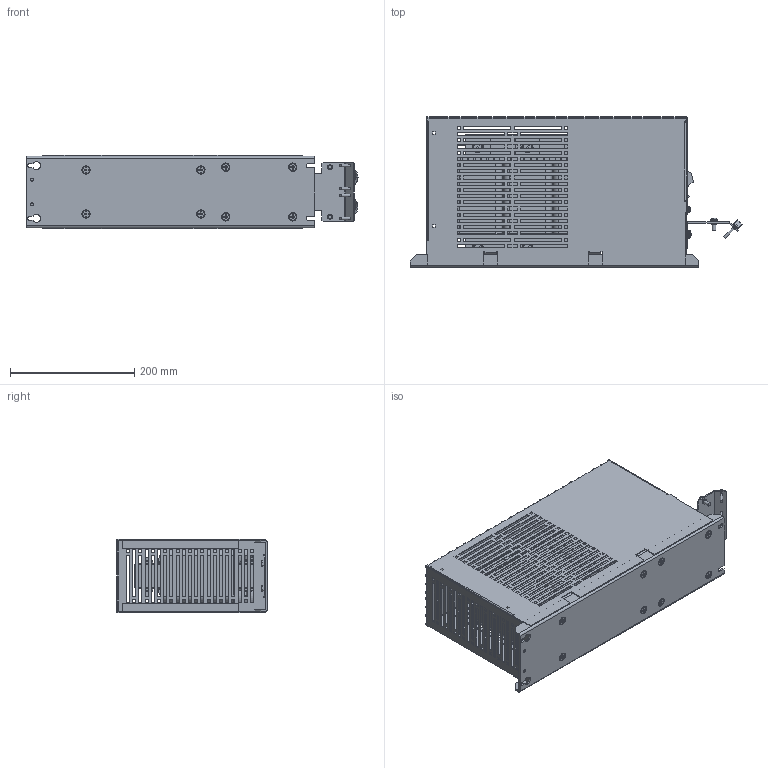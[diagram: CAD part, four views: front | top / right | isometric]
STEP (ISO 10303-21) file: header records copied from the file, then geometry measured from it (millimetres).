
FILE_DESCRIPTION (( 'STEP AP214' ), '1' );
FILE_NAME ('130B3196.STEP', '2015-02-12T11:46:33', ( 'EDV' ), ( 'Microsoft' ), 'SwSTEP 2.0', 'SolidWorks 2014', '' );
FILE_SCHEMA (( 'AUTOMOTIVE_DESIGN' ));
Length unit declared in the file: millimetre
Products named in the file (29): D57a; Kern B 1002049; hex nut gradec_din_Hexagon Nut ISO 4034 - M6 - N; serrated lock washer 1_din_DIN 6798-A6.4; 130B3196; pan head cross recess screw_din_ISO 7045 - M6 x 16 - Z --- 16N; M8x60-DIN84; +927643-0001; +1126-0009; +3810-0082; hex nut style 2 gradeab_din_Hexagon Nut ISO 4033 - M5 - D - N; WDU 16N beige +2210-0079; pan head cross recess screw_din_ISO 7045 - M5 x 10 - Z --- 10N; #020-1863; curved spring lock washer_din_Spring washer DIN 128 - A5; #050-0935; plain washer grade a_din_Washer DIN 125 - A 5.3; #050-0971; #060-0433; pan head cross collar screw_din_DIN 967 - M4 x 25 - Z --- 23.6N; #040-1305_Gewindet》e M6 und M8; countersunk flat head cross recess screw_din_ISO 7046-1 - M6 x 12 - Z --- 12N; #040-1304_Gewindet》e M6; plain washer grade a_din_Washer DIN 125 - A 6.4; TS35x72; WickelUI120_41_1oD; hex nut gradec_din_Hexagon Nut ISO 4034 - M8 - N; UI120-41oD; plain washer grade a_din_Washer DIN 125 - A 8.4
Assembly tree (92 placements, depth 2):
  130B3196
    Kern B 1002049
    D57a  x6
    UI120-41oD  x3
    WickelUI120_41_1oD  x3
    TS35x72
    #040-1304_Gewindet》e M6
    #040-1305_Gewindet》e M6 und M8
    #060-0433
    #050-0971
    #050-0935
    #020-1863
    WDU 16N beige +2210-0079  x6
    +3810-0082  x3
    +1126-0009  x9
    +927643-0001  x2
    M8x60-DIN84  x6
    pan head cross recess screw_din_ISO 7045 - M6 x 16 - Z --- 16N  x4
    serrated lock washer 1_din_DIN 6798-A6.4  x3
    hex nut gradec_din_Hexagon Nut ISO 4034 - M6 - N  x3
    plain washer grade a_din_Washer DIN 125 - A 8.4  x9
    hex nut gradec_din_Hexagon Nut ISO 4034 - M8 - N  x3
    plain washer grade a_din_Washer DIN 125 - A 6.4  x4
    countersunk flat head cross recess screw_din_ISO 7046-1 - M6 x 12 - Z --- 12N  x8
    pan head cross collar screw_din_DIN 967 - M4 x 25 - Z --- 23.6N  x4
    plain washer grade a_din_Washer DIN 125 - A 5.3  x2
    curved spring lock washer_din_Spring washer DIN 128 - A5  x2
    pan head cross recess screw_din_ISO 7045 - M5 x 10 - Z --- 10N  x2
    hex nut style 2 gradeab_din_Hexagon Nut ISO 4033 - M5 - D - N  x2
Bounding box: 535.15 x 242.5 x 118 mm (x, y, z)
Volume: 4191398 mm3; surface area: 1564998.9 mm2
Topology: 94 solids, 94 shells, 5361 faces, 13746 edges, 8477 vertices
Faces by surface type: plane 3496, cylinder 1166, torus 322, cone 215, bspline 152, sphere 10
Full cylindrical faces by diameter (mm): 3 x24, 3.7 x4, 4 x4, 4.2 x2, 4.5 x4, 4.6 x8, 5 x15, 5.3 x2, 5.5 x16, 5.7 x12, 6 x18, 6.4 x7, 6.8 x6, 6.95 x4, 7 x4, 7.15 x4, 7.5 x4, 8 x19, 8.2 x9, 8.4 x9, 8.5 x11, 9.5 x2, 9.8 x9, 10 x6, 10.5 x3, 11 x12, 11.3 x8, 11.5 x6, 12 x8, 13 x6
Entity records: 103620 total; most frequent: CARTESIAN_POINT 20741, ORIENTED_EDGE 16868, DIRECTION 16164, EDGE_CURVE 8434, VECTOR 6762, LINE 6762, VERTEX_POINT 5326, AXIS2_PLACEMENT_3D 4701
